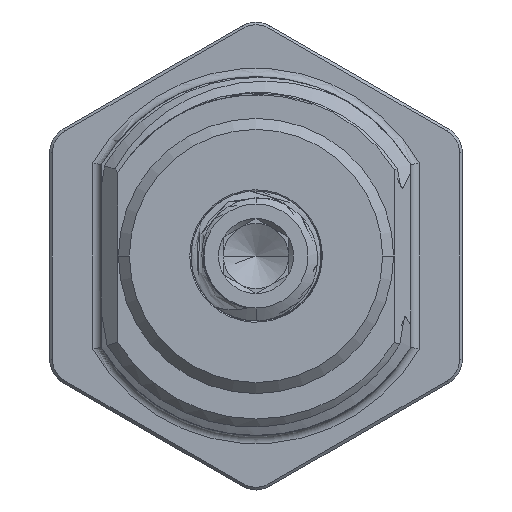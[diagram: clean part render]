
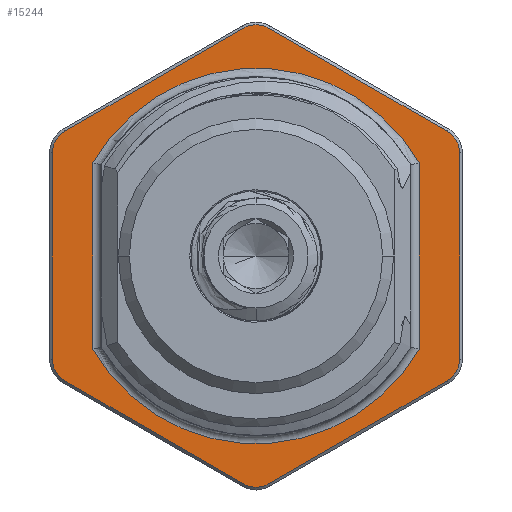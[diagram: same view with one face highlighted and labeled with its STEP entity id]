
A CAD part, front view. The second image highlights one B-rep face of the part: STEP entity #15244.
In plain terms, the highlighted planar face has unit normal (0, -1, 0).
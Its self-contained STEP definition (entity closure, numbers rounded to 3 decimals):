
#1076=CARTESIAN_POINT('',(16.51,5.08,9.532));
#1077=DIRECTION('',(0.,-1.,0.));
#1078=DIRECTION('',(1.,0.,0.));
#1079=AXIS2_PLACEMENT_3D('',#1076,#1077,#1078);
#1081=DIRECTION('',(0.,0.,1.));
#1082=VECTOR('',#1081,19.064);
#1083=CARTESIAN_POINT('',(18.796,5.08,-9.532));
#1084=LINE('',#1083,#1082);
#1085=CARTESIAN_POINT('',(16.51,5.08,-9.532));
#1086=DIRECTION('',(0.,-1.,0.));
#1087=DIRECTION('',(0.5,0.,-0.866));
#1088=AXIS2_PLACEMENT_3D('',#1085,#1086,#1087);
#1090=DIRECTION('',(0.866,0.,0.5));
#1091=VECTOR('',#1090,19.064);
#1092=CARTESIAN_POINT('',(1.143,5.08,-21.044));
#1093=LINE('',#1092,#1091);
#1094=CARTESIAN_POINT('',(0.,5.08,-19.064));
#1095=DIRECTION('',(0.,-1.,0.));
#1096=DIRECTION('',(-0.5,0.,-0.866));
#1097=AXIS2_PLACEMENT_3D('',#1094,#1095,#1096);
#1099=DIRECTION('',(0.866,0.,-0.5));
#1100=VECTOR('',#1099,19.064);
#1101=CARTESIAN_POINT('',(-17.653,5.08,
-11.512));
#1102=LINE('',#1101,#1100);
#1103=CARTESIAN_POINT('',(-16.51,5.08,-9.532));
#1104=DIRECTION('',(0.,-1.,0.));
#1105=DIRECTION('',(-1.,0.,0.));
#1106=AXIS2_PLACEMENT_3D('',#1103,#1104,#1105);
#1108=DIRECTION('',(0.,0.,-1.));
#1109=VECTOR('',#1108,19.064);
#1110=CARTESIAN_POINT('',(-18.796,5.08,9.532));
#1111=LINE('',#1110,#1109);
#1112=CARTESIAN_POINT('',(-16.51,5.08,9.532));
#1113=DIRECTION('',(0.,-1.,0.));
#1114=DIRECTION('',(-0.5,0.,0.866));
#1115=AXIS2_PLACEMENT_3D('',#1112,#1113,#1114);
#1117=DIRECTION('',(-0.866,0.,-0.5));
#1118=VECTOR('',#1117,19.064);
#1119=CARTESIAN_POINT('',(-1.143,5.08,21.044));
#1120=LINE('',#1119,#1118);
#1121=CARTESIAN_POINT('',(0.,5.08,19.064));
#1122=DIRECTION('',(0.,-1.,0.));
#1123=DIRECTION('',(0.5,0.,0.866));
#1124=AXIS2_PLACEMENT_3D('',#1121,#1122,#1123);
#1126=DIRECTION('',(-0.866,0.,0.5));
#1127=VECTOR('',#1126,19.064);
#1128=CARTESIAN_POINT('',(17.653,5.08,11.512));
#1129=LINE('',#1128,#1127);
#1130=DIRECTION('',(0.,0.,-1.));
#1131=VECTOR('',#1130,17.208);
#1132=CARTESIAN_POINT('',(15.05,5.08,8.604));
#1133=LINE('',#1132,#1131);
#1134=CARTESIAN_POINT('',(0.,5.08,0.));
#1135=DIRECTION('',(0.,-1.,0.));
#1136=DIRECTION('',(0.868,0.,0.496));
#1137=AXIS2_PLACEMENT_3D('',#1134,#1135,#1136);
#1139=DIRECTION('',(0.,0.,1.));
#1140=VECTOR('',#1139,17.208);
#1141=CARTESIAN_POINT('',(-15.05,5.08,-8.604));
#1142=LINE('',#1141,#1140);
#1143=CARTESIAN_POINT('',(0.,5.08,0.));
#1144=DIRECTION('',(0.,-1.,0.));
#1145=DIRECTION('',(-0.868,0.,-0.496));
#1146=AXIS2_PLACEMENT_3D('',#1143,#1144,#1145);
#13945=CARTESIAN_POINT('',(15.05,5.08,8.604));
#13946=CARTESIAN_POINT('',(15.05,5.08,-8.604));
#13947=VERTEX_POINT('',#13945);
#13948=VERTEX_POINT('',#13946);
#13953=CARTESIAN_POINT('',(-15.05,5.08,-8.604));
#13954=CARTESIAN_POINT('',(-15.05,5.08,8.604));
#13955=VERTEX_POINT('',#13953);
#13956=VERTEX_POINT('',#13954);
#14005=CARTESIAN_POINT('',(18.796,5.08,9.532));
#14006=CARTESIAN_POINT('',(17.653,5.08,11.512));
#14007=VERTEX_POINT('',#14005);
#14008=VERTEX_POINT('',#14006);
#14013=CARTESIAN_POINT('',(1.143,5.08,21.044));
#14014=VERTEX_POINT('',#14013);
#14017=CARTESIAN_POINT('',(-1.143,5.08,21.044));
#14018=VERTEX_POINT('',#14017);
#14021=CARTESIAN_POINT('',(-17.653,5.08,
11.512));
#14022=VERTEX_POINT('',#14021);
#14025=CARTESIAN_POINT('',(-18.796,5.08,9.532));
#14026=VERTEX_POINT('',#14025);
#14029=CARTESIAN_POINT('',(-18.796,5.08,
-9.532));
#14030=VERTEX_POINT('',#14029);
#14033=CARTESIAN_POINT('',(-17.653,5.08,-11.512));
#14034=VERTEX_POINT('',#14033);
#14037=CARTESIAN_POINT('',(-1.143,5.08,
-21.044));
#14038=VERTEX_POINT('',#14037);
#14041=CARTESIAN_POINT('',(1.143,5.08,-21.044));
#14042=VERTEX_POINT('',#14041);
#14045=CARTESIAN_POINT('',(17.653,5.08,
-11.512));
#14046=VERTEX_POINT('',#14045);
#14049=CARTESIAN_POINT('',(18.796,5.08,-9.532));
#14050=VERTEX_POINT('',#14049);
#15207=CARTESIAN_POINT('',(0.,5.08,0.));
#15208=DIRECTION('',(0.,1.,0.));
#15209=DIRECTION('',(1.,0.,0.));
#15210=AXIS2_PLACEMENT_3D('',#15207,#15208,#15209);
#15211=PLANE('',#15210);
#15213=ORIENTED_EDGE('',*,*,#15212,.F.);
#15215=ORIENTED_EDGE('',*,*,#15214,.F.);
#15217=ORIENTED_EDGE('',*,*,#15216,.F.);
#15219=ORIENTED_EDGE('',*,*,#15218,.F.);
#15221=ORIENTED_EDGE('',*,*,#15220,.F.);
#15223=ORIENTED_EDGE('',*,*,#15222,.F.);
#15225=ORIENTED_EDGE('',*,*,#15224,.F.);
#15227=ORIENTED_EDGE('',*,*,#15226,.F.);
#15229=ORIENTED_EDGE('',*,*,#15228,.F.);
#15231=ORIENTED_EDGE('',*,*,#15230,.F.);
#15233=ORIENTED_EDGE('',*,*,#15232,.F.);
#15235=ORIENTED_EDGE('',*,*,#15234,.F.);
#15236=EDGE_LOOP('',(#15213,#15215,#15217,#15219,#15221,#15223,#15225,#15227,
#15229,#15231,#15233,#15235));
#15237=FACE_OUTER_BOUND('',#15236,.F.);
#15238=ORIENTED_EDGE('',*,*,#15187,.F.);
#15239=ORIENTED_EDGE('',*,*,#15199,.T.);
#15240=ORIENTED_EDGE('',*,*,#15030,.F.);
#15241=ORIENTED_EDGE('',*,*,#15047,.T.);
#15242=EDGE_LOOP('',(#15238,#15239,#15240,#15241));
#15243=FACE_BOUND('',#15242,.F.);
#15244=ADVANCED_FACE('',(#15237,#15243),#15211,.F.);
#1080=CIRCLE('',#1079,2.286);
#1089=CIRCLE('',#1088,2.286);
#1098=CIRCLE('',#1097,2.286);
#1107=CIRCLE('',#1106,2.286);
#1116=CIRCLE('',#1115,2.286);
#1125=CIRCLE('',#1124,2.286);
#1138=CIRCLE('',#1137,17.336);
#1147=CIRCLE('',#1146,17.336);
#15030=EDGE_CURVE('',#13955,#13956,#1142,.T.);
#15047=EDGE_CURVE('',#13955,#13948,#1147,.T.);
#15187=EDGE_CURVE('',#13947,#13948,#1133,.T.);
#15199=EDGE_CURVE('',#13947,#13956,#1138,.T.);
#15212=EDGE_CURVE('',#14007,#14008,#1080,.T.);
#15214=EDGE_CURVE('',#14050,#14007,#1084,.T.);
#15216=EDGE_CURVE('',#14046,#14050,#1089,.T.);
#15218=EDGE_CURVE('',#14042,#14046,#1093,.T.);
#15220=EDGE_CURVE('',#14038,#14042,#1098,.T.);
#15222=EDGE_CURVE('',#14034,#14038,#1102,.T.);
#15224=EDGE_CURVE('',#14030,#14034,#1107,.T.);
#15226=EDGE_CURVE('',#14026,#14030,#1111,.T.);
#15228=EDGE_CURVE('',#14022,#14026,#1116,.T.);
#15230=EDGE_CURVE('',#14018,#14022,#1120,.T.);
#15232=EDGE_CURVE('',#14014,#14018,#1125,.T.);
#15234=EDGE_CURVE('',#14008,#14014,#1129,.T.);
